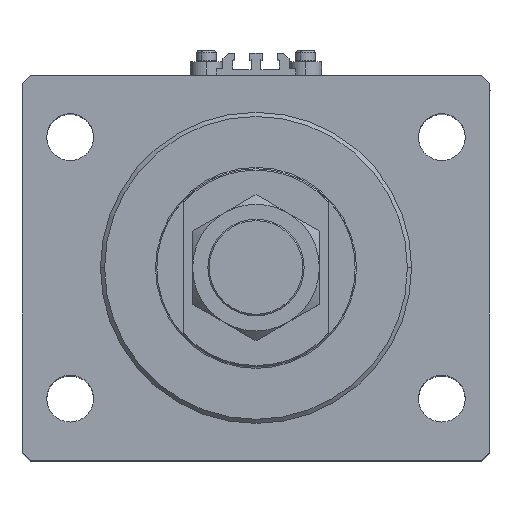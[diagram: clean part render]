
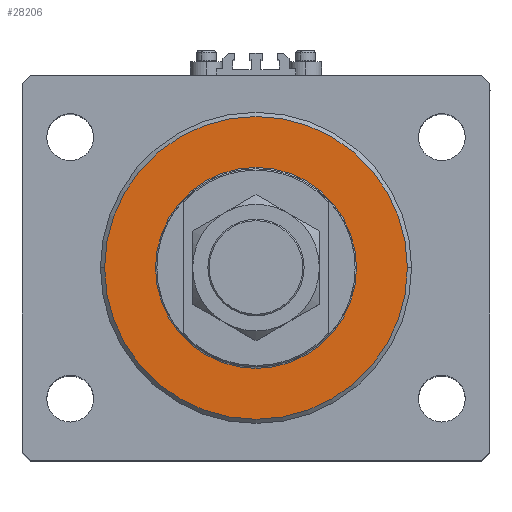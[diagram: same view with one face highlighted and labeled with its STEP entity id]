
A CAD part, top view. The second image highlights one B-rep face of the part: STEP entity #28206.
In plain terms, the highlighted face is planar.
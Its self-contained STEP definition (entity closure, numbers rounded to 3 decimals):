
#223 = EDGE_LOOP ( 'NONE', ( #19730, #2092 ) ) ;
#2092 = ORIENTED_EDGE ( 'NONE', *, *, #45694, .T. ) ;
#3073 = AXIS2_PLACEMENT_3D ( 'NONE', #46197, #48957, #8470 ) ;
#3079 = FACE_BOUND ( 'NONE', #223, .T. ) ;
#8021 = DIRECTION ( 'NONE',  ( 0., 0., 1. ) ) ;
#8470 = DIRECTION ( 'NONE',  ( 1., 0., 0. ) ) ;
#9314 = EDGE_CURVE ( 'NONE', #34541, #10409, #41231, .T. ) ;
#10409 = VERTEX_POINT ( 'NONE', #38875 ) ;
#14234 = EDGE_CURVE ( 'NONE', #48011, #18131, #17051, .T. ) ;
#15994 = DIRECTION ( 'NONE',  ( 1., 0., 0. ) ) ;
#17051 = CIRCLE ( 'NONE', #23374, 36.5 ) ;
#17322 = CARTESIAN_POINT ( 'NONE',  ( 36.5, 0., 0. ) ) ;
#18131 = VERTEX_POINT ( 'NONE', #23946 ) ;
#18226 = FACE_OUTER_BOUND ( 'NONE', #19527, .T. ) ;
#18473 = AXIS2_PLACEMENT_3D ( 'NONE', #36320, #32599, #47759 ) ;
#19131 = CIRCLE ( 'NONE', #45285, 55. ) ;
#19446 = DIRECTION ( 'NONE',  ( 1., 0., 0. ) ) ;
#19527 = EDGE_LOOP ( 'NONE', ( #27859, #21298 ) ) ;
#19722 = CARTESIAN_POINT ( 'NONE',  ( 0., 0., 0. ) ) ;
#19730 = ORIENTED_EDGE ( 'NONE', *, *, #14234, .T. ) ;
#20312 = DIRECTION ( 'NONE',  ( 0., 0., -1. ) ) ;
#21298 = ORIENTED_EDGE ( 'NONE', *, *, #9314, .T. ) ;
#23374 = AXIS2_PLACEMENT_3D ( 'NONE', #26876, #8021, #19446 ) ;
#23946 = CARTESIAN_POINT ( 'NONE',  ( -36.5, 0., 0. ) ) ;
#24459 = CIRCLE ( 'NONE', #3073, 36.5 ) ;
#24498 = CARTESIAN_POINT ( 'NONE',  ( -55., 0., 0. ) ) ;
#26876 = CARTESIAN_POINT ( 'NONE',  ( 0., 0., 0. ) ) ;
#27859 = ORIENTED_EDGE ( 'NONE', *, *, #47872, .T. ) ;
#28206 = ADVANCED_FACE ( 'NONE', ( #3079, #18226 ), #33340, .F. ) ;
#32599 = DIRECTION ( 'NONE',  ( 0., 0., 1. ) ) ;
#33340 = PLANE ( 'NONE',  #18473 ) ;
#34541 = VERTEX_POINT ( 'NONE', #24498 ) ;
#34943 = CARTESIAN_POINT ( 'NONE',  ( 0., 0., 0. ) ) ;
#35194 = DIRECTION ( 'NONE',  ( 1., 0., 0. ) ) ;
#36320 = CARTESIAN_POINT ( 'NONE',  ( 0., 0., 0. ) ) ;
#38875 = CARTESIAN_POINT ( 'NONE',  ( 55., 0., 0. ) ) ;
#41231 = CIRCLE ( 'NONE', #47585, 55. ) ;
#41807 = DIRECTION ( 'NONE',  ( 0., 0., -1. ) ) ;
#45285 = AXIS2_PLACEMENT_3D ( 'NONE', #34943, #20312, #35194 ) ;
#45694 = EDGE_CURVE ( 'NONE', #18131, #48011, #24459, .T. ) ;
#46197 = CARTESIAN_POINT ( 'NONE',  ( 0., 0., 0. ) ) ;
#47585 = AXIS2_PLACEMENT_3D ( 'NONE', #19722, #41807, #15994 ) ;
#47759 = DIRECTION ( 'NONE',  ( 1., 0., 0. ) ) ;
#47872 = EDGE_CURVE ( 'NONE', #10409, #34541, #19131, .T. ) ;
#48011 = VERTEX_POINT ( 'NONE', #17322 ) ;
#48957 = DIRECTION ( 'NONE',  ( 0., 0., 1. ) ) ;
